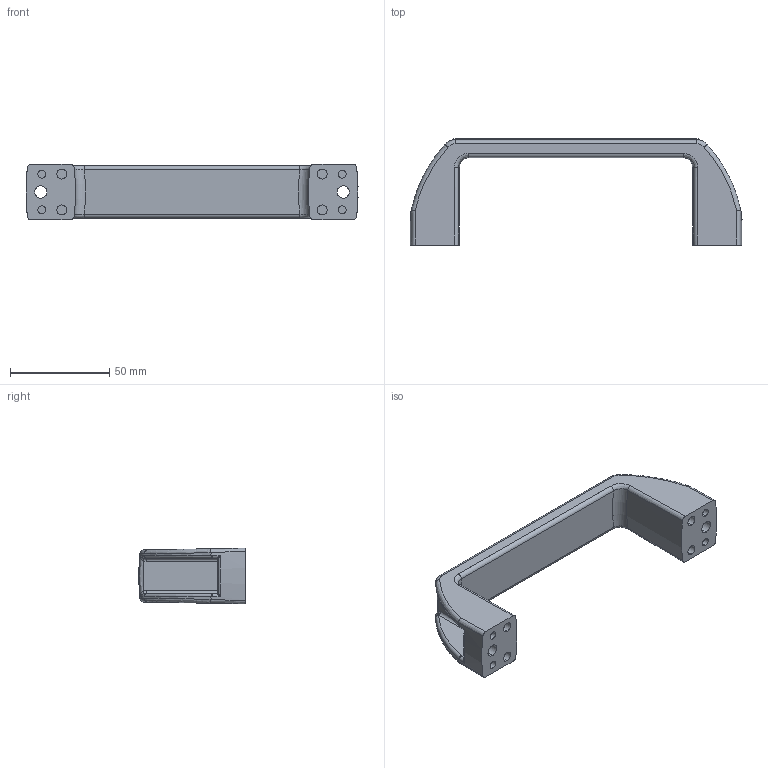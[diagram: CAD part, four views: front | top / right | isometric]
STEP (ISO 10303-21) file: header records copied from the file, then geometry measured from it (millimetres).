
FILE_DESCRIPTION(('STEP AP214'),'1');
FILE_NAME('fath_092002.stp','2017-06-03T17:47:00',('TraceParts'),('TraceParts S.A.'),'Spatial InterOp 3D',' ',' ');
FILE_SCHEMA(('automotive_design'));
Length unit declared in the file: millimetre
Products named in the file (1): fath_092002
Bounding box: 166.89 x 53.43 x 28 mm (x, y, z)
Volume: 61711.3 mm3; surface area: 22865.5 mm2
Topology: 1 solids, 1 shells, 158 faces, 372 edges, 218 vertices
Faces by surface type: cylinder 53, bspline 48, plane 37, torus 16, sphere 4
Entity records: 7404 total; most frequent: CARTESIAN_POINT 2844, ORIENTED_EDGE 728, DIRECTION 636, EDGE_CURVE 364, AXIS2_PLACEMENT_3D 267, VERTEX_POINT 218, EDGE_LOOP 172, STYLED_ITEM 159
